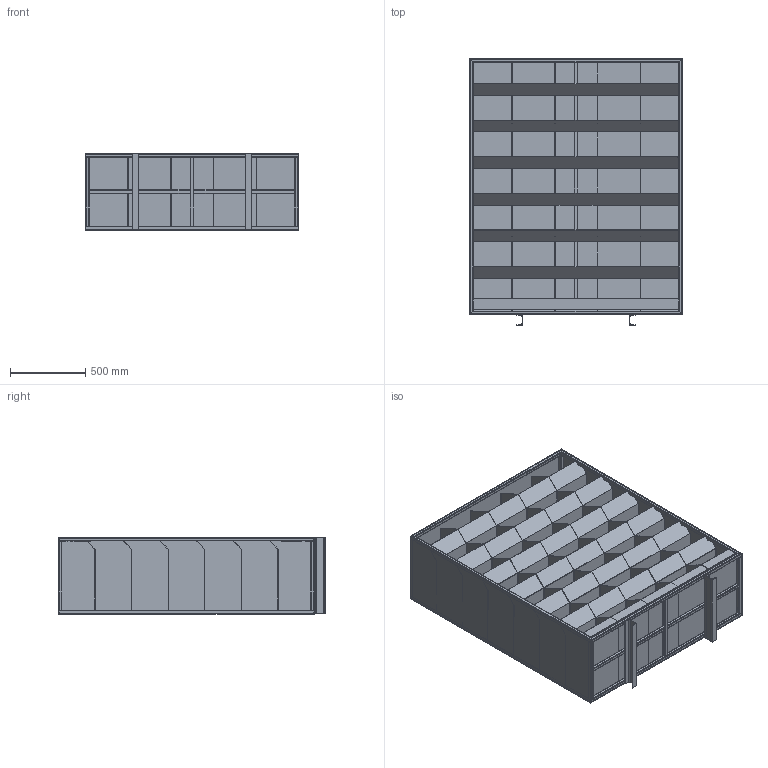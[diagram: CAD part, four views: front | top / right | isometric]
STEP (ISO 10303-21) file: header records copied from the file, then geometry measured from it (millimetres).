
FILE_DESCRIPTION(('FreeCAD Model'),'2;1');
FILE_NAME('Open CASCADE Shape Model','2025-05-07T21:12:58',('FreeCAD'),( 'FreeCAD'),'Open CASCADE STEP processor 7.6','FreeCAD','Unknown');
FILE_SCHEMA(('AUTOMOTIVE_DESIGN { 1 0 10303 214 1 1 1 1 }'));
Length unit declared in the file: millimetre
Products named in the file (1): Open CASCADE STEP translator 7.6 1
Bounding box: 1421.2 x 1778.53 x 509.6 mm (x, y, z)
Volume: 32729742.8 mm3; surface area: 30042918.6 mm2
Topology: 57 solids, 57 shells, 690 faces, 1728 edges, 1152 vertices
Faces by surface type: bspline 690
Entity records: 19368 total; most frequent: CARTESIAN_POINT 8673, ORIENTED_EDGE 3456, EDGE_CURVE 1728, B_SPLINE_CURVE_WITH_KNOTS 1556, VERTEX_POINT 1152, FACE_BOUND 722, EDGE_LOOP 722, ADVANCED_FACE 690
